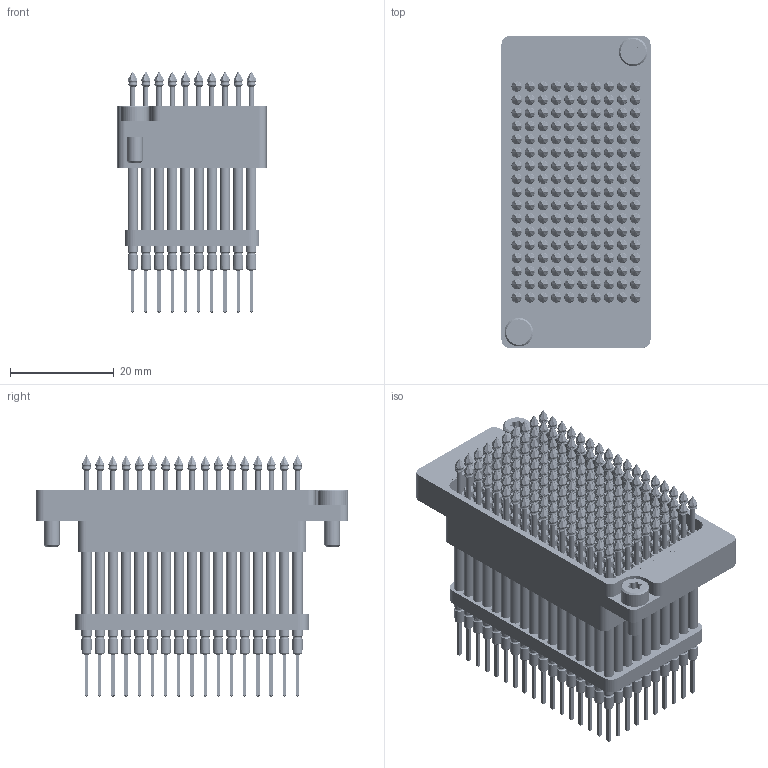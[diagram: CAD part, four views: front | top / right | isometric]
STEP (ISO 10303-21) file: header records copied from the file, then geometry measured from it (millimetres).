
FILE_DESCRIPTION (( 'STEP AP214' ), '1' );
FILE_NAME ('INGUN_31006.STEP', '2023-01-12T12:40:16', ( '' ), ( '' ), 'SwSTEP 2.0', 'SolidWorks 2021', '' );
FILE_SCHEMA (( 'AUTOMOTIVE_DESIGN' ));
Length unit declared in the file: millimetre
Products named in the file (8): DIN912~n_M03,0x008; 31007~3_S; HSS-118-0406__ADA~hss_S; INFO_4633~0_SBP-T_Kontaktierung-Seite<S>; INGUN_31006; KS-112-Master__ADA~ks_KS-112 47; 31007~3; 31008~2
Assembly tree (346 placements, depth 3):
  INGUN_31006
    31007~3_S
      31007~3
      INFO_4633~0_SBP-T_Kontaktierung-Seite<S>
    31008~2
    KS-112-Master__ADA~ks_KS-112 47  x170
    HSS-118-0406__ADA~hss_S  x170
    DIN912~n_M03,0x008  x2
Bounding box: 28.7 x 60 x 46.5 mm (x, y, z)
Volume: 36287.5 mm3; surface area: 81080.6 mm2
Topology: 712 solids, 712 shells, 14683 faces, 30234 edges, 17830 vertices
Faces by surface type: cylinder 6188, plane 5035, torus 2040, cone 1368, bspline 52
Entity records: 44794 total; most frequent: CARTESIAN_POINT 10392, DIRECTION 7385, ORIENTED_EDGE 6246, EDGE_CURVE 3123, AXIS2_PLACEMENT_3D 2964, VERTEX_POINT 2067, EDGE_LOOP 1834, CIRCLE 1532
